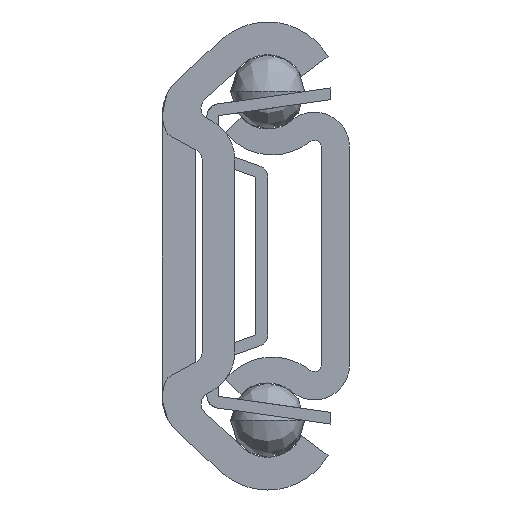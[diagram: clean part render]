
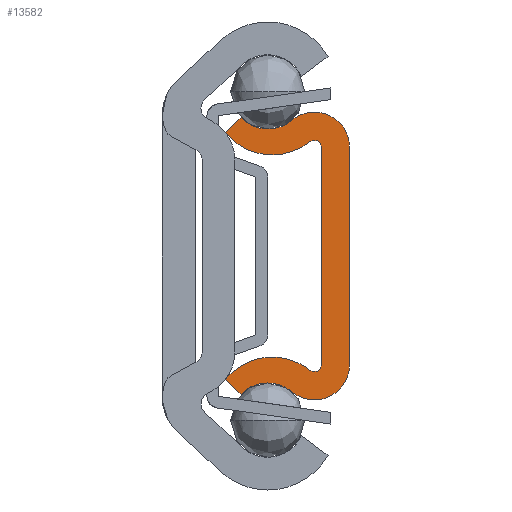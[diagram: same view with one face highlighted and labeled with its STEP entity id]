
A CAD part, left-side view. The second image highlights one B-rep face of the part: STEP entity #13582.
In plain terms, the highlighted free-form (B-spline) face has degree [1, 1] with [2, 2] control points.
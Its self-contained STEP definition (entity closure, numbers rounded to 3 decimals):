
#13419=CARTESIAN_POINT('',(-75.0,-8.265,-6.764));
#13420=CARTESIAN_POINT('',(-75.0,-2.435,-6.764));
#13421=CARTESIAN_POINT('',(-75.0,-8.265,6.764));
#13422=CARTESIAN_POINT('',(-75.0,-2.435,6.764));
#13423=B_SPLINE_SURFACE_WITH_KNOTS('',1,1,((#13419,#13421),(#13420,#13422)),.UNSPECIFIED.,.F.,.F.,.U.,(2,2),(2,2),(0.0,5.829),(0.0,13.528),.UNSPECIFIED.);
#13424=CARTESIAN_POINT('',(-75.0,-5.521,5.797));
#13425=VERTEX_POINT('',#13424);
#13426=CARTESIAN_POINT('',(-75.0,-3.361,5.907));
#13427=VERTEX_POINT('',#13426);
#13428=CARTESIAN_POINT('',(-75.0,-5.521,5.797));
#13429=CARTESIAN_POINT('',(-75.0,-4.39,4.847));
#13430=CARTESIAN_POINT('',(-75.0,-3.361,5.907));
#13438=(BOUNDED_CURVE()B_SPLINE_CURVE(2,(#13428,#13429,#13430),.UNSPECIFIED.,.F.,.U.)CURVE()GEOMETRIC_REPRESENTATION_ITEM()QUASI_UNIFORM_CURVE()RATIONAL_B_SPLINE_CURVE((1.0,0.732,1.0))REPRESENTATION_ITEM(''));
#13439=EDGE_CURVE('',#13425,#13427,#13438,.T.);
#13440=ORIENTED_EDGE('',*,*,#13439,.T.);
#13441=CARTESIAN_POINT('',(-75.0,-2.7,5.265));
#13442=VERTEX_POINT('',#13441);
#13443=CARTESIAN_POINT('',(-75.0,-3.361,5.907));
#13444=CARTESIAN_POINT('',(-75.0,-2.7,5.265));
#13445=QUASI_UNIFORM_CURVE('',1,(#13443,#13444),.UNSPECIFIED.,.F.,.U.);
#13446=EDGE_CURVE('',#13427,#13442,#13445,.T.);
#13447=ORIENTED_EDGE('',*,*,#13446,.T.);
#13448=CARTESIAN_POINT('',(-75.0,-6.292,4.878));
#13449=VERTEX_POINT('',#13448);
#13450=CARTESIAN_POINT('',(-75.0,-6.292,4.878));
#13451=CARTESIAN_POINT('',(-75.0,-4.304,3.293));
#13452=CARTESIAN_POINT('',(-75.0,-2.7,5.265));
#13460=(BOUNDED_CURVE()B_SPLINE_CURVE(2,(#13450,#13451,#13452),.UNSPECIFIED.,.F.,.U.)CURVE()GEOMETRIC_REPRESENTATION_ITEM()QUASI_UNIFORM_CURVE()RATIONAL_B_SPLINE_CURVE((1.0,0.711,1.0))REPRESENTATION_ITEM(''));
#13461=EDGE_CURVE('',#13449,#13442,#13460,.T.);
#13462=ORIENTED_EDGE('',*,*,#13461,.F.);
#13463=CARTESIAN_POINT('',(-75.0,-6.8,4.641));
#13464=VERTEX_POINT('',#13463);
#13465=CARTESIAN_POINT('',(-75.0,-6.292,4.878));
#13466=CARTESIAN_POINT('',(-75.0,-6.443,5.004));
#13467=CARTESIAN_POINT('',(-75.0,-6.622,4.921));
#13468=CARTESIAN_POINT('',(-75.0,-6.8,4.838));
#13469=CARTESIAN_POINT('',(-75.0,-6.8,4.641));
#13477=(BOUNDED_CURVE()B_SPLINE_CURVE(2,(#13465,#13466,#13467,#13468,#13469),.UNSPECIFIED.,.F.,.U.)B_SPLINE_CURVE_WITH_KNOTS((3,2,3),(0.0,0.5,1.0),.UNSPECIFIED.)CURVE()GEOMETRIC_REPRESENTATION_ITEM()RATIONAL_B_SPLINE_CURVE((1.0,0.843,1.0,0.843,1.0))REPRESENTATION_ITEM(''));
#13478=EDGE_CURVE('',#13449,#13464,#13477,.T.);
#13479=ORIENTED_EDGE('',*,*,#13478,.T.);
#13480=CARTESIAN_POINT('',(-75.0,-6.8,-4.641));
#13481=VERTEX_POINT('',#13480);
#13482=CARTESIAN_POINT('',(-75.0,-6.8,4.641));
#13483=CARTESIAN_POINT('',(-75.0,-6.8,-4.641));
#13484=QUASI_UNIFORM_CURVE('',1,(#13482,#13483),.UNSPECIFIED.,.F.,.U.);
#13485=EDGE_CURVE('',#13464,#13481,#13484,.T.);
#13486=ORIENTED_EDGE('',*,*,#13485,.T.);
#13487=CARTESIAN_POINT('',(-75.0,-6.292,-4.878));
#13488=VERTEX_POINT('',#13487);
#13489=CARTESIAN_POINT('',(-75.0,-6.8,-4.641));
#13490=CARTESIAN_POINT('',(-75.0,-6.8,-4.838));
#13491=CARTESIAN_POINT('',(-75.0,-6.622,-4.921));
#13492=CARTESIAN_POINT('',(-75.0,-6.443,-5.004));
#13493=CARTESIAN_POINT('',(-75.0,-6.292,-4.878));
#13501=(BOUNDED_CURVE()B_SPLINE_CURVE(2,(#13489,#13490,#13491,#13492,#13493),.UNSPECIFIED.,.F.,.U.)B_SPLINE_CURVE_WITH_KNOTS((3,2,3),(0.0,0.5,1.0),.UNSPECIFIED.)CURVE()GEOMETRIC_REPRESENTATION_ITEM()RATIONAL_B_SPLINE_CURVE((1.0,0.843,1.0,0.843,1.0))REPRESENTATION_ITEM(''));
#13502=EDGE_CURVE('',#13481,#13488,#13501,.T.);
#13503=ORIENTED_EDGE('',*,*,#13502,.T.);
#13504=CARTESIAN_POINT('',(-75.0,-2.7,-5.265));
#13505=VERTEX_POINT('',#13504);
#13506=CARTESIAN_POINT('',(-75.0,-2.7,-5.265));
#13507=CARTESIAN_POINT('',(-75.0,-4.304,-3.293));
#13508=CARTESIAN_POINT('',(-75.0,-6.292,-4.878));
#13516=(BOUNDED_CURVE()B_SPLINE_CURVE(2,(#13506,#13507,#13508),.UNSPECIFIED.,.F.,.U.)CURVE()GEOMETRIC_REPRESENTATION_ITEM()QUASI_UNIFORM_CURVE()RATIONAL_B_SPLINE_CURVE((1.0,0.711,1.0))REPRESENTATION_ITEM(''));
#13517=EDGE_CURVE('',#13505,#13488,#13516,.T.);
#13518=ORIENTED_EDGE('',*,*,#13517,.F.);
#13519=CARTESIAN_POINT('',(-75.0,-3.361,-5.907));
#13520=VERTEX_POINT('',#13519);
#13521=CARTESIAN_POINT('',(-75.0,-2.7,-5.265));
#13522=CARTESIAN_POINT('',(-75.0,-3.361,-5.907));
#13523=QUASI_UNIFORM_CURVE('',1,(#13521,#13522),.UNSPECIFIED.,.F.,.U.);
#13524=EDGE_CURVE('',#13505,#13520,#13523,.T.);
#13525=ORIENTED_EDGE('',*,*,#13524,.T.);
#13526=CARTESIAN_POINT('',(-75.0,-5.521,-5.797));
#13527=VERTEX_POINT('',#13526);
#13528=CARTESIAN_POINT('',(-75.0,-3.361,-5.907));
#13529=CARTESIAN_POINT('',(-75.0,-4.39,-4.847));
#13530=CARTESIAN_POINT('',(-75.0,-5.521,-5.797));
#13538=(BOUNDED_CURVE()B_SPLINE_CURVE(2,(#13528,#13529,#13530),.UNSPECIFIED.,.F.,.U.)CURVE()GEOMETRIC_REPRESENTATION_ITEM()QUASI_UNIFORM_CURVE()RATIONAL_B_SPLINE_CURVE((1.0,0.732,1.0))REPRESENTATION_ITEM(''));
#13539=EDGE_CURVE('',#13520,#13527,#13538,.T.);
#13540=ORIENTED_EDGE('',*,*,#13539,.T.);
#13541=CARTESIAN_POINT('',(-75.0,-8.0,-4.641));
#13542=VERTEX_POINT('',#13541);
#13543=CARTESIAN_POINT('',(-75.0,-8.,-4.641));
#13544=CARTESIAN_POINT('',(-75.,-8.,-5.603));
#13545=CARTESIAN_POINT('',(-75.0,-7.129,-6.009));
#13546=CARTESIAN_POINT('',(-75.,-6.257,-6.415));
#13547=CARTESIAN_POINT('',(-75.0,-5.521,-5.797));
#13555=(BOUNDED_CURVE()B_SPLINE_CURVE(2,(#13543,#13544,#13545,#13546,#13547),.UNSPECIFIED.,.F.,.U.)B_SPLINE_CURVE_WITH_KNOTS((3,2,3),(0.0,0.5,1.0),.UNSPECIFIED.)CURVE()GEOMETRIC_REPRESENTATION_ITEM()RATIONAL_B_SPLINE_CURVE((1.0,0.843,1.0,0.843,1.0))REPRESENTATION_ITEM(''));
#13556=EDGE_CURVE('',#13542,#13527,#13555,.T.);
#13557=ORIENTED_EDGE('',*,*,#13556,.F.);
#13558=CARTESIAN_POINT('',(-75.0,-8.,4.641));
#13559=VERTEX_POINT('',#13558);
#13560=CARTESIAN_POINT('',(-75.0,-8.0,-4.641));
#13561=CARTESIAN_POINT('',(-75.0,-8.,4.641));
#13562=QUASI_UNIFORM_CURVE('',1,(#13560,#13561),.UNSPECIFIED.,.F.,.U.);
#13563=EDGE_CURVE('',#13542,#13559,#13562,.T.);
#13564=ORIENTED_EDGE('',*,*,#13563,.T.);
#13565=CARTESIAN_POINT('',(-75.0,-5.521,5.797));
#13566=CARTESIAN_POINT('',(-75.0,-6.257,6.415));
#13567=CARTESIAN_POINT('',(-75.0,-7.129,6.009));
#13568=CARTESIAN_POINT('',(-75.0,-8.,5.603));
#13569=CARTESIAN_POINT('',(-75.0,-8.,4.641));
#13577=(BOUNDED_CURVE()B_SPLINE_CURVE(2,(#13565,#13566,#13567,#13568,#13569),.UNSPECIFIED.,.F.,.U.)B_SPLINE_CURVE_WITH_KNOTS((3,2,3),(0.0,0.5,1.0),.UNSPECIFIED.)CURVE()GEOMETRIC_REPRESENTATION_ITEM()RATIONAL_B_SPLINE_CURVE((1.0,0.843,1.0,0.843,1.0))REPRESENTATION_ITEM(''));
#13578=EDGE_CURVE('',#13425,#13559,#13577,.T.);
#13579=ORIENTED_EDGE('',*,*,#13578,.F.);
#13580=EDGE_LOOP('',(#13440,#13447,#13462,#13479,#13486,#13503,#13518,#13525,#13540,#13557,#13564,#13579));
#13581=FACE_OUTER_BOUND('',#13580,.T.);
#13582=ADVANCED_FACE('',(#13581),#13423,.F.);
